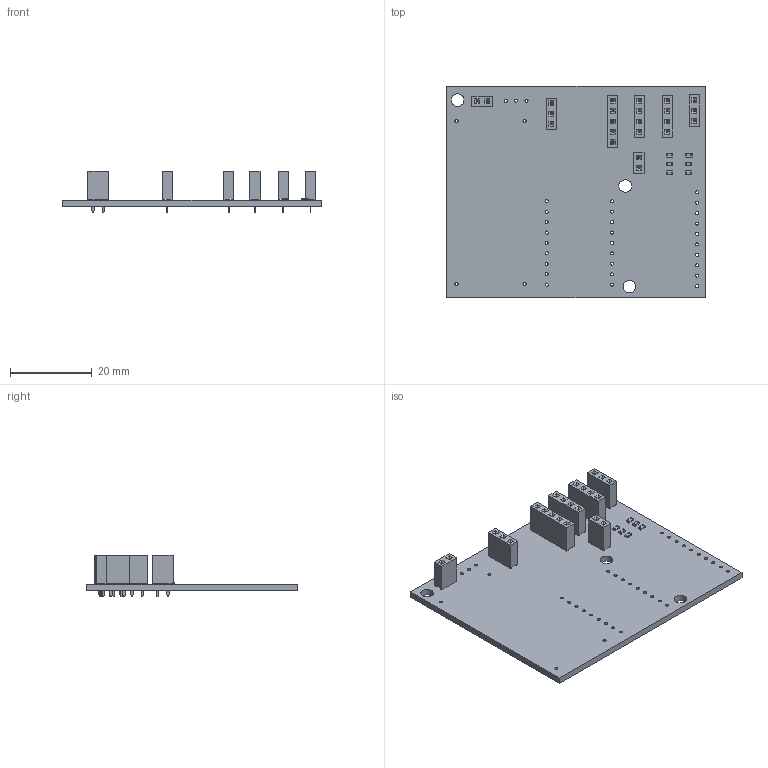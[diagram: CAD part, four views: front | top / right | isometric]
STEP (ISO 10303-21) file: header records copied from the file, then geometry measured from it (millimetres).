
FILE_DESCRIPTION(('KiCad electronic assembly'),'2;1');
FILE_NAME('Mainboard PCB.step','2024-09-01T16:07:53',('Pcbnew'),('Kicad' ),'Open CASCADE STEP processor 7.7','KiCad to STEP converter', 'Unknown');
FILE_SCHEMA(('AUTOMOTIVE_DESIGN { 1 0 10303 214 1 1 1 1 }'));
Length unit declared in the file: millimetre
Products named in the file (12): Mainboard PCB 1; R_0603_1608Metric; PinSocket_1x04_P2.54mm_Vertical; PinSocket_1x04_P254mm_Vertical; PinSocket_1x02_P2.54mm_Vertical; PinSocket_1x02_P254mm_Vertical; PinSocket_1x03_P2.54mm_Vertical; PinSocket_1x03_P254mm_Vertical; PinSocket_1x05_P2.54mm_Vertical; PinSocket_1x05_P254mm_Vertical; Mainboard PCB PCB
Assembly tree (19 placements, depth 3):
  Mainboard PCB 1
    R_0603_1608Metric  x6
      R_0603_1608Metric
    PinSocket_1x04_P2.54mm_Vertical  x2
      PinSocket_1x04_P254mm_Vertical
    PinSocket_1x02_P2.54mm_Vertical  x2
      PinSocket_1x02_P254mm_Vertical
    PinSocket_1x03_P2.54mm_Vertical  x2
      PinSocket_1x03_P254mm_Vertical
    PinSocket_1x05_P2.54mm_Vertical
      PinSocket_1x05_P254mm_Vertical
    Mainboard PCB PCB
Bounding box: 63 x 51.52 x 10.1 mm (x, y, z)
Volume: 6082.9 mm3; surface area: 8926 mm2
Topology: 14 solids, 14 shells, 1006 faces, 2611 edges, 1702 vertices
Faces by surface type: plane 897, cylinder 109
Full cylindrical faces by diameter (mm): 0.762 x35, 1 x23, 3.1 x3
Entity records: 40723 total; most frequent: CARTESIAN_POINT 6770, DIRECTION 5619, LINE 4161, VECTOR 4161, ORIENTED_EDGE 2958, PCURVE 2958, DEFINITIONAL_REPRESENTATION 2958, EDGE_CURVE 1479
